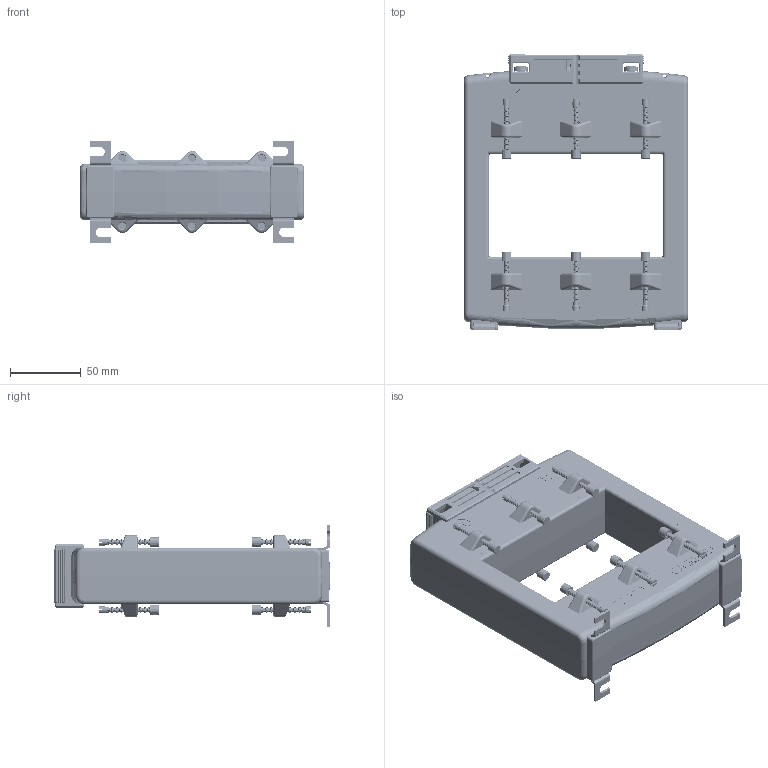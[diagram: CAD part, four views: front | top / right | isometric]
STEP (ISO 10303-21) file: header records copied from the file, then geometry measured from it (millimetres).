
FILE_DESCRIPTION (( 'STEP AP214' ), '1' );
FILE_NAME ('ASK127_4_kpl.STEP', '2012-02-09T08:57:18', ( ' ' ), ( '' ), 'SwSTEP 2.0', 'SolidWorks 2010', '' );
FILE_SCHEMA (( 'AUTOMOTIVE_DESIGN' ));
Products named in the file (9): ASK127_4_Gehäuseschale_Kat_Halbschale_01; Plastite_Schraube_40_mit-Gewinde; Fusswinkel; ASK41.4-13; Isolierschutzkappe; ASK127_4_Gehäuseschale_Kat; ASK127_4_kpl; Linsenschraube DIN 7985 4.8 VZ M 5 x 10; MBS_WN-003_04_Klemme_WN-003_02
Assembly tree (38 placements, depth 2):
  ASK127_4_kpl
    MBS_WN-003_04_Klemme_WN-003_02  x2
    Isolierschutzkappe  x12
    ASK127_4_Gehäuseschale_Kat_Halbschale_01
    Fusswinkel  x4
    Linsenschraube DIN 7985 4.8 VZ M 5 x 10  x4
    ASK41.4-13  x2
    Plastite_Schraube_40_mit-Gewinde  x12
    ASK127_4_Gehäuseschale_Kat
Bounding box: 159 x 195.3 x 72 mm (x, y, z)
Volume: 838713.5 mm3; surface area: 157059.8 mm2
Topology: 38 solids, 38 shells, 3034 faces, 7836 edges, 5038 vertices
Faces by surface type: plane 1404, cylinder 912, bspline 448, cone 210, torus 48, sphere 12
Entity records: 86503 total; most frequent: CARTESIAN_POINT 39004, ORIENTED_EDGE 10626, DIRECTION 8275, EDGE_CURVE 5313, VERTEX_POINT 3445, LINE 3423, VECTOR 3423, AXIS2_PLACEMENT_3D 2426
